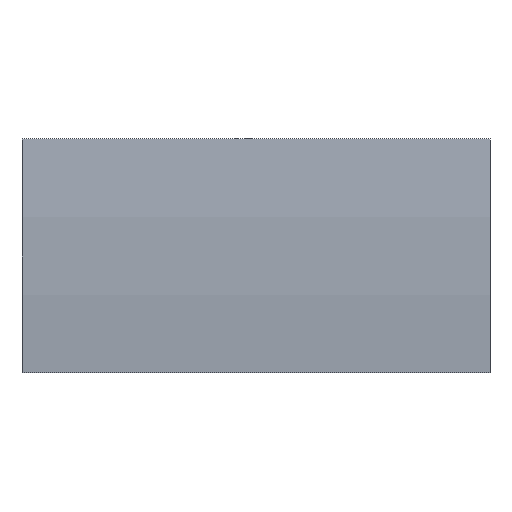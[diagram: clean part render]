
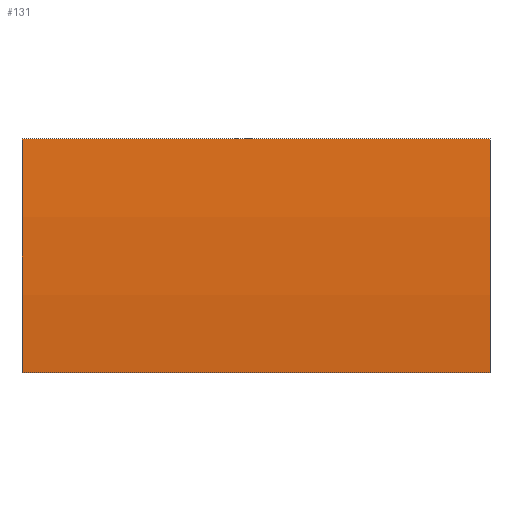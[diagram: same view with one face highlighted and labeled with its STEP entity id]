
A CAD part, left-side view. The second image highlights one B-rep face of the part: STEP entity #131.
In plain terms, the highlighted cylindrical face has radius 155.1 mm (diameter 310.2 mm), a partial arc.
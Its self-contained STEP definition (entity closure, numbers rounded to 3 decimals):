
#8 = DIRECTION ( 'NONE',  ( 0., 1., 0. ) ) ;
#10 = DIRECTION ( 'NONE',  ( 0., -1., 0. ) ) ;
#11 = CARTESIAN_POINT ( 'NONE',  ( -150.018, 60., -15. ) ) ;
#12 = DIRECTION ( 'NONE',  ( 0., -1., 0. ) ) ;
#24 = CARTESIAN_POINT ( 'NONE',  ( -150.018, 0., -15. ) ) ;
#45 = DIRECTION ( 'NONE',  ( 0., 0., -1. ) ) ;
#46 = CYLINDRICAL_SURFACE ( 'NONE', #192, 155.1 ) ;
#47 = LINE ( 'NONE', #173, #111 ) ;
#50 = ORIENTED_EDGE ( 'NONE', *, *, #54, .T. ) ;
#54 = EDGE_CURVE ( 'NONE', #67, #87, #59, .T. ) ;
#59 = CIRCLE ( 'NONE', #204, 155.1 ) ;
#65 = VECTOR ( 'NONE', #12, 1000. ) ;
#67 = VERTEX_POINT ( 'NONE', #24 ) ;
#68 = EDGE_CURVE ( 'NONE', #169, #67, #47, .T. ) ;
#72 = DIRECTION ( 'NONE',  ( 0., 1., 0. ) ) ;
#74 = FACE_OUTER_BOUND ( 'NONE', #200, .T. ) ;
#77 = CARTESIAN_POINT ( 'NONE',  ( 4.355, 60., 0. ) ) ;
#79 = CARTESIAN_POINT ( 'NONE',  ( 4.355, 60., 0. ) ) ;
#87 = VERTEX_POINT ( 'NONE', #124 ) ;
#110 = CARTESIAN_POINT ( 'NONE',  ( 4.355, 0., 0. ) ) ;
#111 = VECTOR ( 'NONE', #190, 1000. ) ;
#112 = LINE ( 'NONE', #177, #65 ) ;
#114 = ORIENTED_EDGE ( 'NONE', *, *, #68, .T. ) ;
#124 = CARTESIAN_POINT ( 'NONE',  ( -150.018, 0., 15. ) ) ;
#125 = VERTEX_POINT ( 'NONE', #150 ) ;
#130 = DIRECTION ( 'NONE',  ( 0., 0., 1. ) ) ;
#131 = ADVANCED_FACE ( 'NONE', ( #74 ), #46, .T. ) ;
#150 = CARTESIAN_POINT ( 'NONE',  ( -150.018, 60., 15. ) ) ;
#153 = DIRECTION ( 'NONE',  ( 0., 0., 1. ) ) ;
#159 = AXIS2_PLACEMENT_3D ( 'NONE', #79, #72, #153 ) ;
#162 = EDGE_CURVE ( 'NONE', #169, #125, #191, .T. ) ;
#164 = ORIENTED_EDGE ( 'NONE', *, *, #162, .F. ) ;
#169 = VERTEX_POINT ( 'NONE', #11 ) ;
#173 = CARTESIAN_POINT ( 'NONE',  ( -150.018, 60., -15. ) ) ;
#175 = EDGE_CURVE ( 'NONE', #125, #87, #112, .T. ) ;
#177 = CARTESIAN_POINT ( 'NONE',  ( -150.018, 60., 15. ) ) ;
#190 = DIRECTION ( 'NONE',  ( 0., -1., 0. ) ) ;
#191 = CIRCLE ( 'NONE', #159, 155.1 ) ;
#192 = AXIS2_PLACEMENT_3D ( 'NONE', #77, #10, #45 ) ;
#197 = ORIENTED_EDGE ( 'NONE', *, *, #175, .F. ) ;
#200 = EDGE_LOOP ( 'NONE', ( #50, #197, #164, #114 ) ) ;
#204 = AXIS2_PLACEMENT_3D ( 'NONE', #110, #8, #130 ) ;
